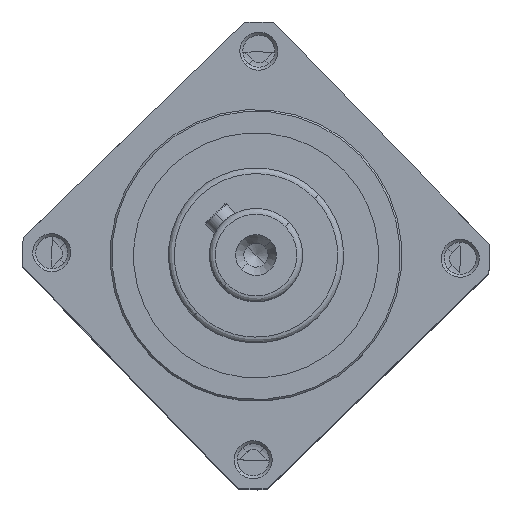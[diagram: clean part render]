
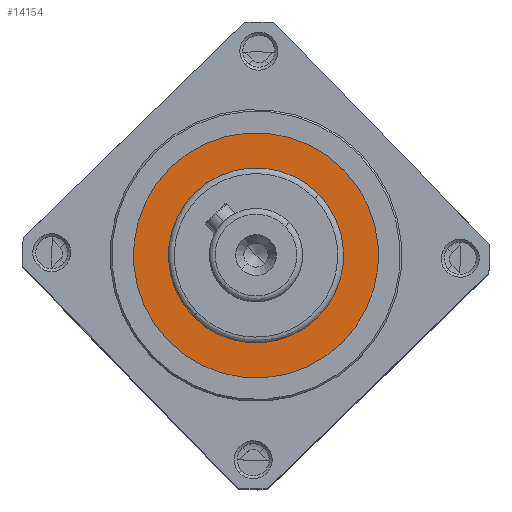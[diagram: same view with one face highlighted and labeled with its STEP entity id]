
A CAD part, top view. The second image highlights one B-rep face of the part: STEP entity #14154.
In plain terms, the highlighted planar face has unit normal (0, 0, 1).
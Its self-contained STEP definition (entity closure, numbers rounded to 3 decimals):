
#87 = CIRCLE ( 'NONE', #23160, 21. ) ;
#839 = CARTESIAN_POINT ( 'NONE',  ( 0., 0., 85.49 ) ) ;
#993 = EDGE_LOOP ( 'NONE', ( #6294, #8811 ) ) ;
#1380 = VERTEX_POINT ( 'NONE', #15397 ) ;
#1689 = EDGE_CURVE ( 'NONE', #1380, #21087, #20297, .T. ) ;
#2815 = DIRECTION ( 'NONE',  ( -1., 0., 0. ) ) ;
#3467 = VERTEX_POINT ( 'NONE', #23700 ) ;
#3531 = VERTEX_POINT ( 'NONE', #3705 ) ;
#3705 = CARTESIAN_POINT ( 'NONE',  ( 21., 0., 85.49 ) ) ;
#4311 = AXIS2_PLACEMENT_3D ( 'NONE', #839, #14308, #2815 ) ;
#4436 = CARTESIAN_POINT ( 'NONE',  ( 0., 0., 85.49 ) ) ;
#4503 = AXIS2_PLACEMENT_3D ( 'NONE', #4436, #4574, #4653 ) ;
#4574 = DIRECTION ( 'NONE',  ( 0., 0., -1. ) ) ;
#4653 = DIRECTION ( 'NONE',  ( -1., 0., 0. ) ) ;
#5412 = DIRECTION ( 'NONE',  ( 0., 0., -1. ) ) ;
#6294 = ORIENTED_EDGE ( 'NONE', *, *, #25433, .T. ) ;
#6528 = DIRECTION ( 'NONE',  ( 0., 0., 1. ) ) ;
#8811 = ORIENTED_EDGE ( 'NONE', *, *, #19955, .T. ) ;
#9884 = ORIENTED_EDGE ( 'NONE', *, *, #1689, .T. ) ;
#9971 = CARTESIAN_POINT ( 'NONE',  ( 0., 0., 85.49 ) ) ;
#10258 = PLANE ( 'NONE',  #12095 ) ;
#11136 = CIRCLE ( 'NONE', #4311, 21. ) ;
#11925 = DIRECTION ( 'NONE',  ( -1., 0., 0. ) ) ;
#12095 = AXIS2_PLACEMENT_3D ( 'NONE', #18272, #6528, #20343 ) ;
#14154 = ADVANCED_FACE ( 'NONE', ( #18867, #19524 ), #10258, .T. ) ;
#14308 = DIRECTION ( 'NONE',  ( 0., 0., 1. ) ) ;
#15397 = CARTESIAN_POINT ( 'NONE',  ( -15., 0., 85.49 ) ) ;
#16970 = CARTESIAN_POINT ( 'NONE',  ( 15., 0., 85.49 ) ) ;
#17059 = CARTESIAN_POINT ( 'NONE',  ( 0., 0., 85.49 ) ) ;
#18272 = CARTESIAN_POINT ( 'NONE',  ( 0., 0., 85.49 ) ) ;
#18867 = FACE_BOUND ( 'NONE', #24617, .T. ) ;
#19015 = ORIENTED_EDGE ( 'NONE', *, *, #19790, .T. ) ;
#19161 = DIRECTION ( 'NONE',  ( -1., 0., 0. ) ) ;
#19441 = AXIS2_PLACEMENT_3D ( 'NONE', #17059, #5412, #19161 ) ;
#19524 = FACE_OUTER_BOUND ( 'NONE', #993, .T. ) ;
#19790 = EDGE_CURVE ( 'NONE', #21087, #1380, #22132, .T. ) ;
#19955 = EDGE_CURVE ( 'NONE', #3531, #3467, #87, .T. ) ;
#20297 = CIRCLE ( 'NONE', #4503, 15. ) ;
#20343 = DIRECTION ( 'NONE',  ( 1., 0., 0. ) ) ;
#21087 = VERTEX_POINT ( 'NONE', #16970 ) ;
#22132 = CIRCLE ( 'NONE', #19441, 15. ) ;
#23160 = AXIS2_PLACEMENT_3D ( 'NONE', #9971, #24153, #11925 ) ;
#23700 = CARTESIAN_POINT ( 'NONE',  ( -21., 0., 85.49 ) ) ;
#24153 = DIRECTION ( 'NONE',  ( 0., 0., 1. ) ) ;
#24617 = EDGE_LOOP ( 'NONE', ( #9884, #19015 ) ) ;
#25433 = EDGE_CURVE ( 'NONE', #3467, #3531, #11136, .T. ) ;
